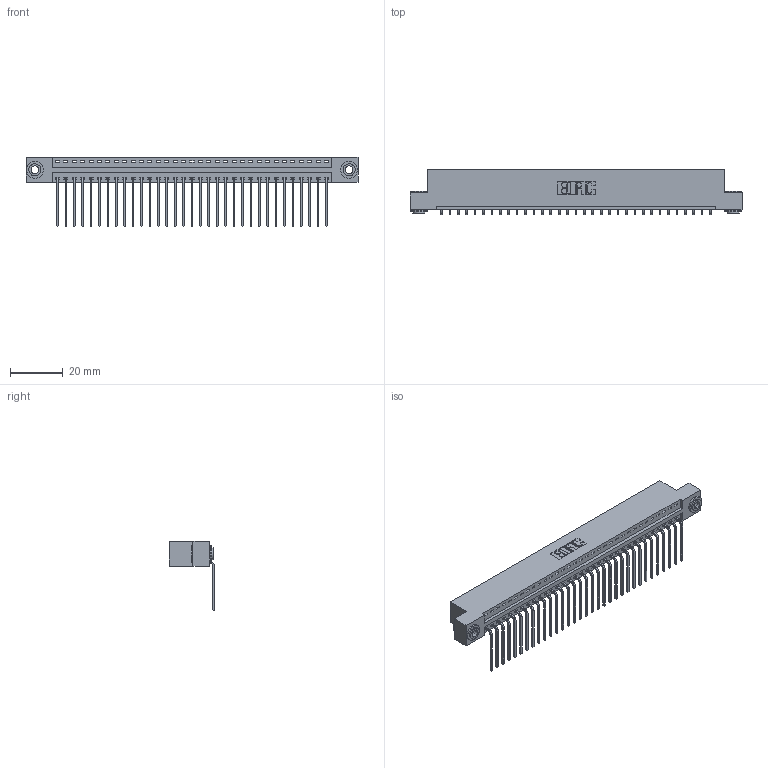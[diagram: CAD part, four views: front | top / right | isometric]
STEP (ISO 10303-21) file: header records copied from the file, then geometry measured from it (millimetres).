
FILE_DESCRIPTION (( 'STEP AP203' ), '1' );
FILE_NAME ('396-033-559-103.STEP', '2018-09-05T23:39:13', ( '' ), ( '' ), 'SwSTEP 2.0', 'SolidWorks 2016', '' );
FILE_SCHEMA (( 'CONFIG_CONTROL_DESIGN' ));
Length unit declared in the file: inch
Products named in the file (4): 346 Part_Flush Mounting Lugs - 0.156 Dia-TH; 345-292-001_558 559 Tail - 1; 345-250-002_345-250-002-102; 396-033-559-103
Assembly tree (36 placements, depth 2):
  396-033-559-103
    346 Part_Flush Mounting Lugs - 0.156 Dia-TH
    345-292-001_558 559 Tail - 1  x33
    345-250-002_345-250-002-102  x2
Bounding box: 125.35 x 17.08 x 26.16 mm (x, y, z)
Volume: 12066 mm3; surface area: 15858.9 mm2
Topology: 36 solids, 36 shells, 2140 faces, 6411 edges, 4226 vertices
Faces by surface type: plane 1472, cylinder 660, cone 8
Entity records: 22426 total; most frequent: CARTESIAN_POINT 3826, ORIENTED_EDGE 3786, DIRECTION 3417, EDGE_CURVE 1893, LINE 1605, VECTOR 1605, VERTEX_POINT 1258, AXIS2_PLACEMENT_3D 906
